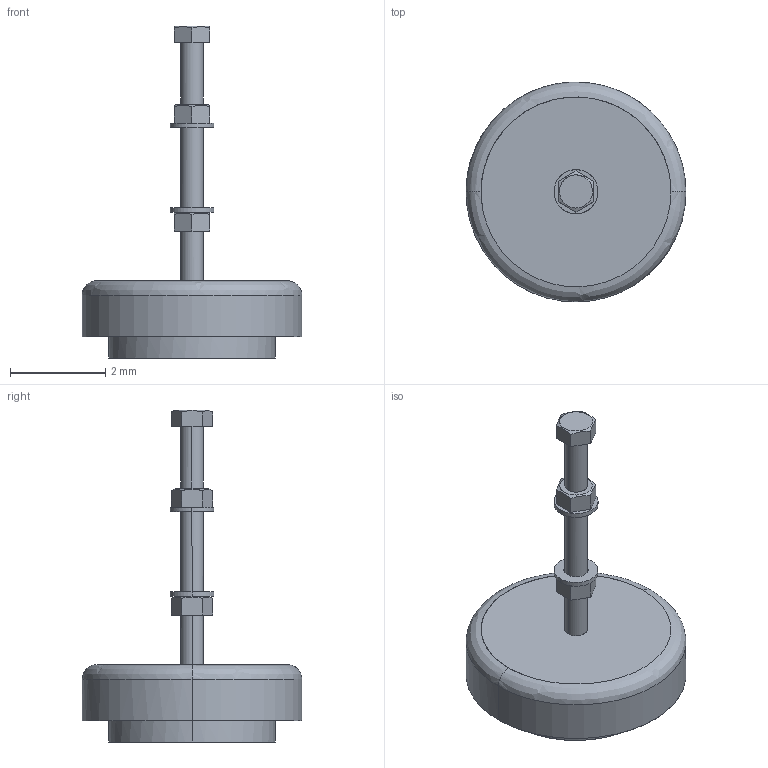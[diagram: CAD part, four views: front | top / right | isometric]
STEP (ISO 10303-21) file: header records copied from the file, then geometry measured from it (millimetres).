
FILE_DESCRIPTION((''),'2;1');
FILE_NAME('13FF8114.stp','2015-07-15T08:21:21',(''),(''),'Mechanical Desktop 2011','Mechanical Desktop 2011',', , ');
FILE_SCHEMA(('CONFIG_CONTROL_DESIGN'));
Length unit declared in the file: millimetre
Products named in the file (1): Product
Bounding box: 4.62 x 4.62 x 6.97 mm (x, y, z)
Volume: 0.2 mm3; surface area: 69.4 mm2
Topology: 2 solids, 2 shells, 57 faces, 200 edges, 186 vertices
Faces by surface type: bspline 39, plane 10, cylinder 6, cone 2
Entity records: 3107 total; most frequent: CARTESIAN_POINT 1936, QUASI_UNIFORM_CURVE 196, PCURVE 158, COMPOSITE_CURVE_SEGMENT 158, DIRECTION 86, ORIENTED_EDGE 84, B_SPLINE_CURVE_WITH_KNOTS 42, EDGE_CURVE 42
